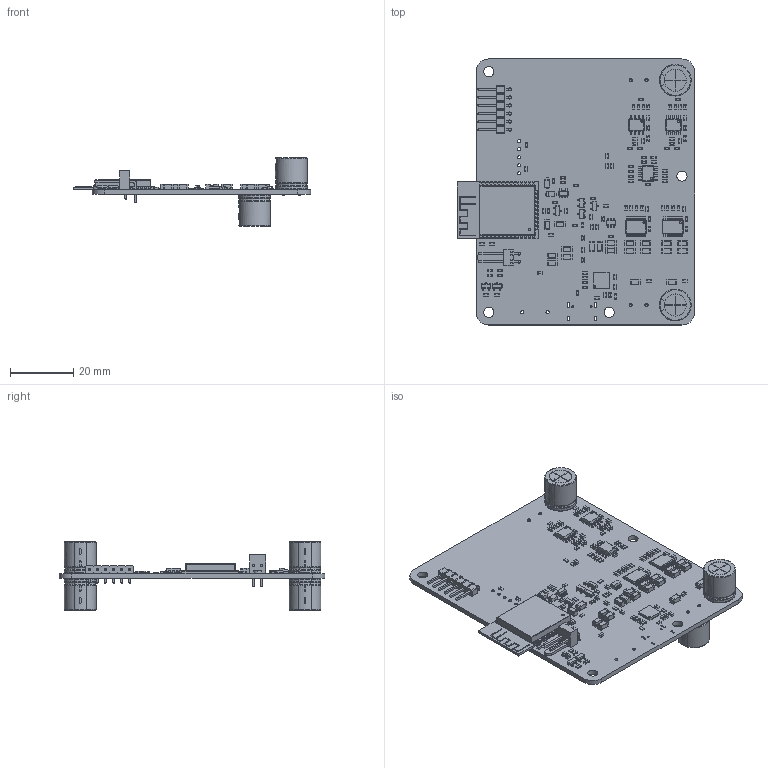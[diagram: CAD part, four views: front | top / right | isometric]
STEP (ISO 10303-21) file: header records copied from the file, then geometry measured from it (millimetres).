
FILE_DESCRIPTION(('FreeCAD Model'),'2;1');
FILE_NAME('Open CASCADE Shape Model','2023-10-03T09:12:37',(''),(''), 'Open CASCADE STEP processor 7.6','FreeCAD','Unknown');
FILE_SCHEMA(('AUTOMOTIVE_DESIGN { 1 0 10303 214 1 1 1 1 }'));
Length unit declared in the file: millimetre
Products named in the file (23): OBSPro; Local_CS_b9a3; Board_Geoms_b9a3; Pcb_b9a3; PCB_Sketch_b9a3; Step_Models_b9a3; Top_b9a3; R52_R_0603_1608Metric_bc699925a1c5; C45_C_0603_1608Metric_c818c17d56b2; C11_C_1206_3216Metric_6b8e8e20a92b; D4_D_SOD_123F_b2871e3c9d7c; Q4_SOT_23_50314da6fbee; D3_LED_0603_1608Metric_699c67ac434c; J4_PinHeader_1x06_P254mm_Horizontal_1d6435dd3c76; U3_SOT_23_5_06944e64fc82; U12_TSSOP_20_44x65mm_P065mm_729dc0f34538; LS1_CP_Radial_D100mm_P500mm_641484c33cf1; BT1_072627_4fba13a97952; U11_SOIC_8_39x49mm_P127mm_a923e6da693f; U5_ESP32-WROOM-32_c73ece7f1132; U2_SOT_23_6_a298f9c12b9c; U4_QFN-28-1EP_5x5mm_Pitch0.5mm_4ca0c3cb40fb; Bot_b9a3
Assembly tree (150 placements, depth 4):
  OBSPro
    Local_CS_b9a3
    Board_Geoms_b9a3
      Pcb_b9a3
      PCB_Sketch_b9a3
    Step_Models_b9a3
      Top_b9a3
        R52_R_0603_1608Metric_bc699925a1c5  x55
        C45_C_0603_1608Metric_c818c17d56b2  x40
        C11_C_1206_3216Metric_6b8e8e20a92b  x20
        D4_D_SOD_123F_b2871e3c9d7c  x2
        Q4_SOT_23_50314da6fbee  x6
        D3_LED_0603_1608Metric_699c67ac434c  x5
        J4_PinHeader_1x06_P254mm_Horizontal_1d6435dd3c76
        U3_SOT_23_5_06944e64fc82
        U12_TSSOP_20_44x65mm_P065mm_729dc0f34538  x2
        LS1_CP_Radial_D100mm_P500mm_641484c33cf1  x2
        BT1_072627_4fba13a97952
        U11_SOIC_8_39x49mm_P127mm_a923e6da693f  x3
        U5_ESP32-WROOM-32_c73ece7f1132
        U2_SOT_23_6_a298f9c12b9c
        U4_QFN-28-1EP_5x5mm_Pitch0.5mm_4ca0c3cb40fb
      Bot_b9a3
        LS1_CP_Radial_D100mm_P500mm_641484c33cf1  x2
Bounding box: 74.93 x 84 x 21.55 mm (x, y, z)
Volume: 13593.7 mm3; surface area: 17951.8 mm2
Topology: 144 solids, 149 shells, 6656 faces, 17241 edges, 11052 vertices
Faces by surface type: plane 4362, cylinder 1821, bspline 445, revolution 16, torus 8, sphere 4
Full cylindrical faces by diameter (mm): 0.2 x12, 0.5 x3, 0.6 x5, 0.7 x8, 0.8 x2, 1 x23, 3.2 x4
Entity records: 84260 total; most frequent: CARTESIAN_POINT 13301, ORIENTED_EDGE 11662, DIRECTION 11126, EDGE_CURVE 5831, LINE 4568, VECTOR 4568, VERTEX_POINT 3670, AXIS2_PLACEMENT_3D 3277
